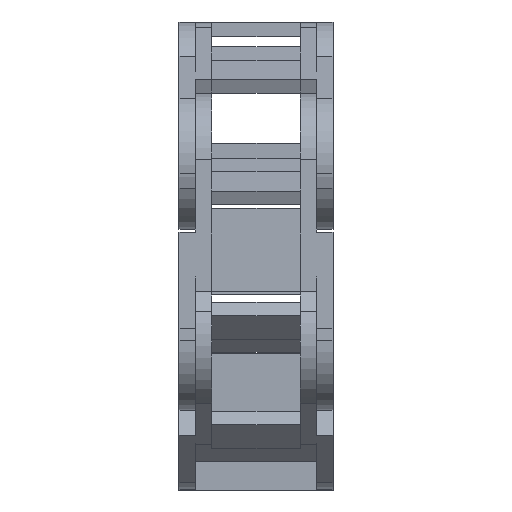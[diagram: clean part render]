
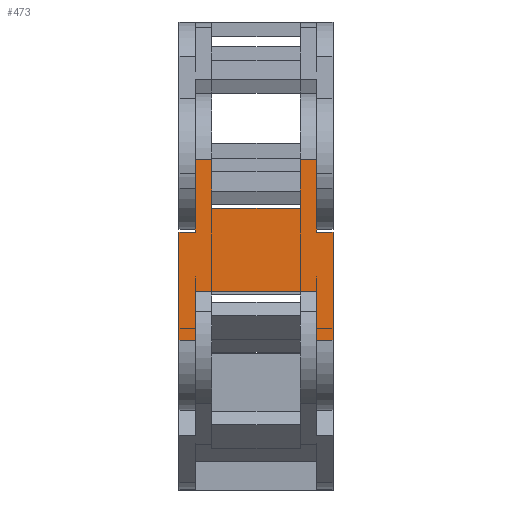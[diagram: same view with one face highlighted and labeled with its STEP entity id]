
A CAD part, left-side view. The second image highlights one B-rep face of the part: STEP entity #473.
In plain terms, the highlighted planar face has unit normal (-1, 0, 0.027).
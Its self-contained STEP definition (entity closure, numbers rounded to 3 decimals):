
#473=ADVANCED_FACE('',(#1008),#1009,.T.);
#1008=FACE_OUTER_BOUND('',#1663,.T.);
#1009=PLANE('',#1664);
#1663=EDGE_LOOP('',(#2701,#2702,#2703,#2704,#2705,#2706,#2707,#2708,#2709,#2710,#2711,#2712,#2713,#2714,#2715,#2716));
#1664=AXIS2_PLACEMENT_3D('',#2717,#2718,#2719);
#2701=ORIENTED_EDGE('',*,*,#4341,.T.);
#2702=ORIENTED_EDGE('',*,*,#4344,.T.);
#2703=ORIENTED_EDGE('',*,*,#4347,.T.);
#2704=ORIENTED_EDGE('',*,*,#4348,.F.);
#2705=ORIENTED_EDGE('',*,*,#4298,.T.);
#2706=ORIENTED_EDGE('',*,*,#4349,.T.);
#2707=ORIENTED_EDGE('',*,*,#4322,.T.);
#2708=ORIENTED_EDGE('',*,*,#4350,.F.);
#2709=ORIENTED_EDGE('',*,*,#4351,.T.);
#2710=ORIENTED_EDGE('',*,*,#4352,.T.);
#2711=ORIENTED_EDGE('',*,*,#4353,.T.);
#2712=ORIENTED_EDGE('',*,*,#4354,.T.);
#2713=ORIENTED_EDGE('',*,*,#4311,.T.);
#2714=ORIENTED_EDGE('',*,*,#4355,.T.);
#2715=ORIENTED_EDGE('',*,*,#4286,.T.);
#2716=ORIENTED_EDGE('',*,*,#4356,.T.);
#2717=CARTESIAN_POINT('',(-1868.438,-5.5,29.05));
#2718=DIRECTION('',(-1.,0.0,0.027));
#2719=DIRECTION('',(0.027,0.0,1.));
#4286=EDGE_CURVE('',#5183,#5181,#5184,.T.);
#4298=EDGE_CURVE('',#5201,#5202,#5203,.T.);
#4311=EDGE_CURVE('',#5223,#5221,#5224,.T.);
#4322=EDGE_CURVE('',#5242,#5240,#5243,.T.);
#4341=EDGE_CURVE('',#5259,#5265,#5267,.T.);
#4344=EDGE_CURVE('',#5265,#5269,#5272,.T.);
#4347=EDGE_CURVE('',#5269,#5275,#5276,.T.);
#4348=EDGE_CURVE('',#5201,#5275,#5277,.T.);
#4349=EDGE_CURVE('',#5202,#5242,#5278,.T.);
#4350=EDGE_CURVE('',#5279,#5240,#5280,.T.);
#4351=EDGE_CURVE('',#5279,#5281,#5282,.T.);
#4352=EDGE_CURVE('',#5281,#5283,#5284,.T.);
#4353=EDGE_CURVE('',#5283,#5285,#5286,.T.);
#4354=EDGE_CURVE('',#5285,#5223,#5287,.T.);
#4355=EDGE_CURVE('',#5221,#5183,#5288,.T.);
#4356=EDGE_CURVE('',#5181,#5259,#5289,.T.);
#5181=VERTEX_POINT('',#6449);
#5183=VERTEX_POINT('',#6451);
#5184=LINE('',#6452,#6453);
#5201=VERTEX_POINT('',#6478);
#5202=VERTEX_POINT('',#6479);
#5203=LINE('',#6480,#6481);
#5221=VERTEX_POINT('',#6504);
#5223=VERTEX_POINT('',#6507);
#5224=LINE('',#6508,#6509);
#5240=VERTEX_POINT('',#6529);
#5242=VERTEX_POINT('',#6531);
#5243=LINE('',#6532,#6533);
#5259=VERTEX_POINT('',#6550);
#5265=VERTEX_POINT('',#6557);
#5267=LINE('',#6560,#6561);
#5269=VERTEX_POINT('',#6563);
#5272=LINE('',#6567,#6568);
#5275=VERTEX_POINT('',#6572);
#5276=LINE('',#6573,#6574);
#5277=LINE('',#6575,#6576);
#5278=LINE('',#6577,#6578);
#5279=VERTEX_POINT('',#6579);
#5280=LINE('',#6580,#6581);
#5281=VERTEX_POINT('',#6582);
#5282=LINE('',#6583,#6584);
#5283=VERTEX_POINT('',#6585);
#5284=LINE('',#6586,#6587);
#5285=VERTEX_POINT('',#6588);
#5286=LINE('',#6589,#6590);
#5287=LINE('',#6591,#6592);
#5288=LINE('',#6593,#6594);
#5289=LINE('',#6595,#6596);
#6449=CARTESIAN_POINT('',(-1868.03,15.0,44.294));
#6451=CARTESIAN_POINT('',(-1868.251,15.0,36.047));
#6452=CARTESIAN_POINT('',(-1867.987,15.0,45.919));
#6453=VECTOR('',#7882,1.0);
#6478=CARTESIAN_POINT('',(-1868.847,17.75,13.805));
#6479=CARTESIAN_POINT('',(-1868.626,17.75,22.052));
#6480=CARTESIAN_POINT('',(-1868.89,17.75,12.181));
#6481=VECTOR('',#7894,1.0);
#6504=CARTESIAN_POINT('',(-1868.251,0.0,36.047));
#6507=CARTESIAN_POINT('',(-1868.03,0.0,44.294));
#6508=CARTESIAN_POINT('',(-1867.987,0.0,45.919));
#6509=VECTOR('',#7913,1.0);
#6529=CARTESIAN_POINT('',(-1868.847,-2.75,13.805));
#6531=CARTESIAN_POINT('',(-1868.626,-2.75,22.052));
#6532=CARTESIAN_POINT('',(-1868.89,-2.75,12.181));
#6533=VECTOR('',#7933,1.0);
#6550=CARTESIAN_POINT('',(-1868.03,17.75,44.294));
#6557=CARTESIAN_POINT('',(-1868.358,17.75,32.049));
#6560=CARTESIAN_POINT('',(-1868.04,17.75,43.919));
#6561=VECTOR('',#7961,1.0);
#6563=CARTESIAN_POINT('',(-1868.358,20.5,32.049));
#6567=CARTESIAN_POINT('',(-1868.358,6.813,32.049));
#6568=VECTOR('',#7963,1.0);
#6572=CARTESIAN_POINT('',(-1868.847,20.5,13.805));
#6573=CARTESIAN_POINT('',(-1868.847,20.5,13.805));
#6574=VECTOR('',#7965,1.0);
#6575=CARTESIAN_POINT('',(-1868.847,-5.5,13.805));
#6576=VECTOR('',#7966,1.0);
#6577=CARTESIAN_POINT('',(-1868.626,1.0,22.052));
#6578=VECTOR('',#7967,1.0);
#6579=CARTESIAN_POINT('',(-1868.847,-5.5,13.805));
#6580=CARTESIAN_POINT('',(-1868.847,-5.5,13.805));
#6581=VECTOR('',#7968,1.0);
#6582=CARTESIAN_POINT('',(-1868.358,-5.5,32.049));
#6583=CARTESIAN_POINT('',(-1868.847,-5.5,13.805));
#6584=VECTOR('',#7969,1.0);
#6585=CARTESIAN_POINT('',(-1868.358,-2.75,32.049));
#6586=CARTESIAN_POINT('',(-1868.358,-4.813,32.049));
#6587=VECTOR('',#7970,1.0);
#6588=CARTESIAN_POINT('',(-1868.03,-2.75,44.294));
#6589=CARTESIAN_POINT('',(-1868.04,-2.75,43.919));
#6590=VECTOR('',#7971,1.0);
#6591=CARTESIAN_POINT('',(-1868.03,-5.5,44.294));
#6592=VECTOR('',#7972,1.0);
#6593=CARTESIAN_POINT('',(-1868.251,1.0,36.047));
#6594=VECTOR('',#7973,1.0);
#6595=CARTESIAN_POINT('',(-1868.03,-5.5,44.294));
#6596=VECTOR('',#7974,1.0);
#7882=DIRECTION('',(0.027,-0.0,1.));
#7894=DIRECTION('',(0.027,-0.0,1.));
#7913=DIRECTION('',(-0.027,0.0,-1.));
#7933=DIRECTION('',(-0.027,0.0,-1.));
#7961=DIRECTION('',(-0.027,0.0,-1.));
#7963=DIRECTION('',(0.0,1.0,-0.0));
#7965=DIRECTION('',(-0.027,-0.0,-1.));
#7966=DIRECTION('',(0.0,1.0,0.0));
#7967=DIRECTION('',(-0.0,-1.0,0.0));
#7968=DIRECTION('',(0.0,1.0,0.0));
#7969=DIRECTION('',(0.027,0.0,1.));
#7970=DIRECTION('',(0.0,1.0,-0.0));
#7971=DIRECTION('',(0.027,0.0,1.));
#7972=DIRECTION('',(0.0,1.0,0.0));
#7973=DIRECTION('',(0.0,1.0,-0.0));
#7974=DIRECTION('',(0.0,1.0,0.0));
